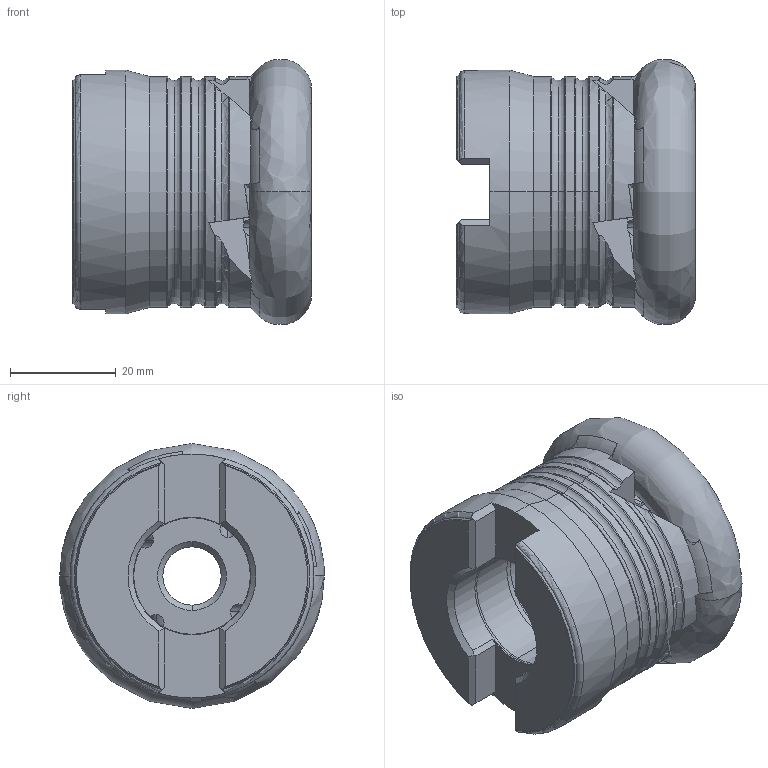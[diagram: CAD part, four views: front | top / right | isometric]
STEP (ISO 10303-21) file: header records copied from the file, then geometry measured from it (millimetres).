
FILE_DESCRIPTION (( 'STEP AP214' ), '1' );
FILE_NAME ('00RN-050_124_4.STEP', '2016-08-31T09:57:45', ( '' ), ( '' ), 'SwSTEP 2.0', 'SolidWorks 2016', '' );
FILE_SCHEMA (( 'AUTOMOTIVE_DESIGN' ));
Length unit declared in the file: millimetre
Products named in the file (1): 00RN-050_124_4
Bounding box: 45.1 x 49.95 x 49.96 mm (x, y, z)
Volume: 54569.5 mm3; surface area: 14073.5 mm2
Topology: 1 solids, 1 shells, 168 faces, 511 edges, 326 vertices
Faces by surface type: cylinder 55, plane 51, torus 44, cone 14, bspline 4
Entity records: 7989 total; most frequent: CARTESIAN_POINT 3598, ORIENTED_EDGE 1022, DIRECTION 805, EDGE_CURVE 511, VERTEX_POINT 326, AXIS2_PLACEMENT_3D 326, EDGE_LOOP 175, ADVANCED_FACE 168
